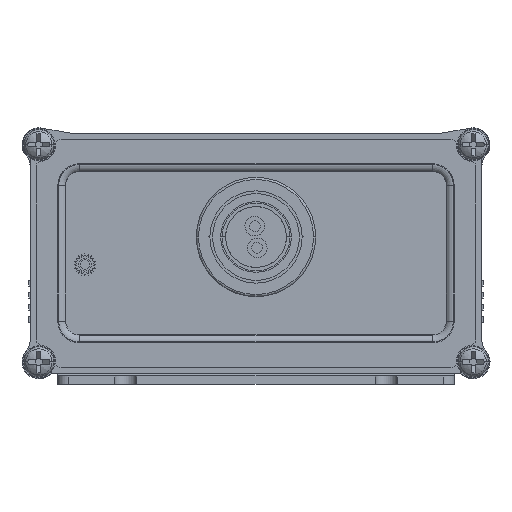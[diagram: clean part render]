
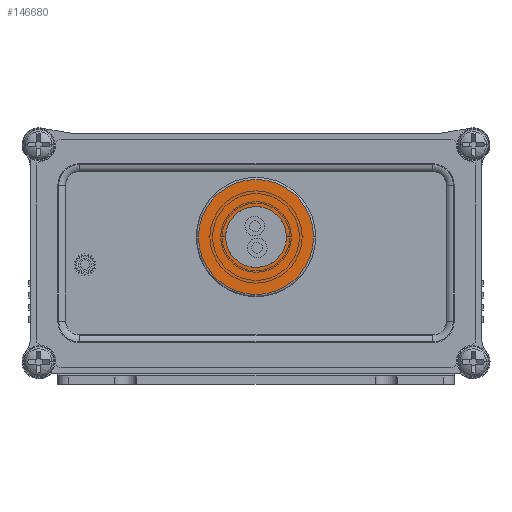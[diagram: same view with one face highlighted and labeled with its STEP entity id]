
A CAD part, front view. The second image highlights one B-rep face of the part: STEP entity #146680.
In plain terms, the highlighted face is planar.
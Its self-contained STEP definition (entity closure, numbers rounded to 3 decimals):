
#135350=CARTESIAN_POINT('',(-10.596,3.,-6.5));
#135360=VERTEX_POINT('',#135350);
#135530=CARTESIAN_POINT('',(10.596,3.,-6.5));
#135540=VERTEX_POINT('',#135530);
#135570=CARTESIAN_POINT('',(0.,3.,-6.5));
#135580=DIRECTION('',(0.,0.,1.));
#135590=DIRECTION('',(1.,0.,0.));
#135600=AXIS2_PLACEMENT_3D('',#135570,#135580,#135590);
#135610=CIRCLE('',#135600,10.596);
#135620=EDGE_CURVE('',#135360,#135540,#135610,.T.);
#146430=CARTESIAN_POINT('',(0.,3.,-6.5));
#146440=DIRECTION('',(0.,0.,1.));
#146450=DIRECTION('',(-1.,0.,0.));
#146460=AXIS2_PLACEMENT_3D('',#146430,#146440,#146450);
#146470=PLANE('',#146460);
#146480=EDGE_CURVE('',#135540,#135360,#135610,.T.);
#146490=ORIENTED_EDGE('',*,*,#146480,.F.);
#146500=ORIENTED_EDGE('',*,*,#135620,.F.);
#146510=EDGE_LOOP('',(#146500,#146490));
#146520=FACE_OUTER_BOUND('',#146510,.T.);
#146530=CARTESIAN_POINT('',(0.,3.,-6.5));
#146540=DIRECTION('',(0.,0.,-1.));
#146550=DIRECTION('',(0.993,-0.115,0.));
#146560=AXIS2_PLACEMENT_3D('',#146530,#146540,#146550);
#146570=CIRCLE('',#146560,5.6);
#146580=CARTESIAN_POINT('',(5.563,2.354,
-6.5));
#146590=VERTEX_POINT('',#146580);
#146600=CARTESIAN_POINT('',(-5.563,3.646,
-6.5));
#146610=VERTEX_POINT('',#146600);
#146620=EDGE_CURVE('',#146590,#146610,#146570,.T.);
#146630=ORIENTED_EDGE('',*,*,#146620,.F.);
#146640=EDGE_CURVE('',#146610,#146590,#146570,.T.);
#146650=ORIENTED_EDGE('',*,*,#146640,.F.);
#146660=EDGE_LOOP('',(#146650,#146630));
#146670=FACE_BOUND('',#146660,.T.);
#146680=ADVANCED_FACE('',(#146520,#146670),#146470,.F.);
